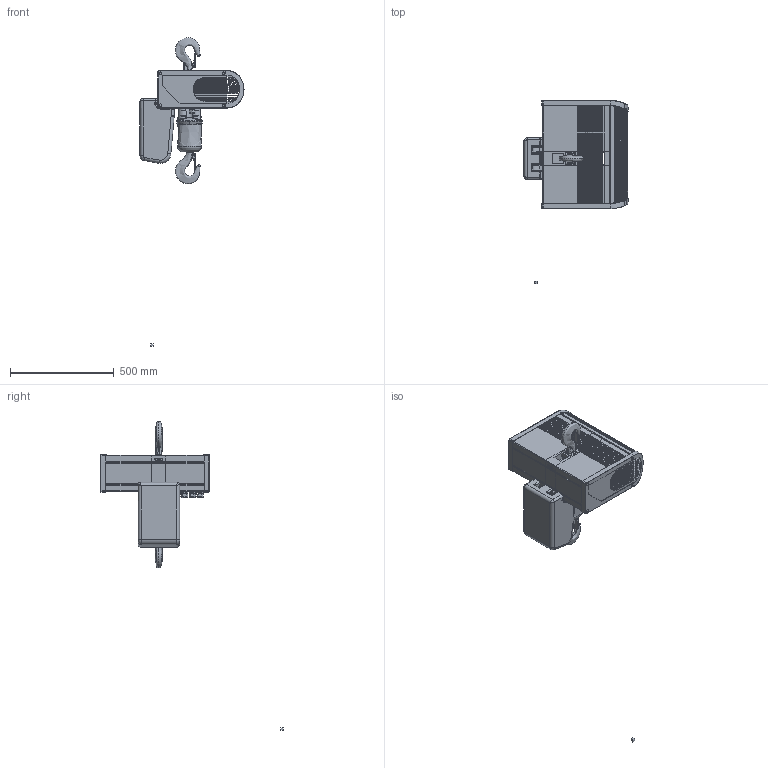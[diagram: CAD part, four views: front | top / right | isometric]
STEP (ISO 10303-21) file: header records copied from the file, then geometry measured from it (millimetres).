
FILE_DESCRIPTION(('STEP AP214'),'1');
FILE_NAME('temp1.stp','2014-09-19T06:14:10',(' '),(' '),'Spatial InterOp 3D',' ',' ');
FILE_SCHEMA(('automotive_design'));
Length unit declared in the file: millimetre
Products named in the file (20): Crane_3D; Fixing; Frame2; Hoi_K10_center_frame2; Hoi_K10_Left_frame2; Hoi_K10_Right_frame2; EL_plugs; H1-1448631_CLX10-2-FALL-HOOK; Cover_1; K10_1_cover2; K10_1_cover3; K10_1_cover1; HoiChaBag_K10_2; Hoi_KX10_Upp_Hook; 52355308_1; 53105300_1_MODEL; Hook_KX08_1R2; Block_K10_2; HookRSN08; Part_constr_2d
Assembly tree (19 placements, depth 4):
  Crane_3D
    Fixing
    H1-1448631_CLX10-2-FALL-HOOK
      Frame2
        Hoi_K10_center_frame2
        Hoi_K10_Left_frame2
        Hoi_K10_Right_frame2
        EL_plugs
      Cover_1
        K10_1_cover2
        K10_1_cover3
        K10_1_cover1
      HoiChaBag_K10_2
      Hoi_KX10_Upp_Hook
        52355308_1
        53105300_1_MODEL
    Hook_KX08_1R2
      Block_K10_2
      HookRSN08
    Part_constr_2d
Bounding box: 501.5 x 880 x 1487 mm (x, y, z)
Volume: 8320477.6 mm3; surface area: 2515942.7 mm2
Topology: 14 solids, 85 shells, 2083 faces, 6047 edges, 4005 vertices
Faces by surface type: cylinder 1084, plane 823, bspline 80, torus 68, cone 18, sphere 10
Entity records: 122833 total; most frequent: CARTESIAN_POINT 36651, DIRECTION 11882, ORIENTED_EDGE 11684, EDGE_CURVE 6025, STYLED_ITEM 4800, PRESENTATION_STYLE_ASSIGNMENT 4800, COLOUR_RGB 4800, AXIS2_PLACEMENT_3D 4275
